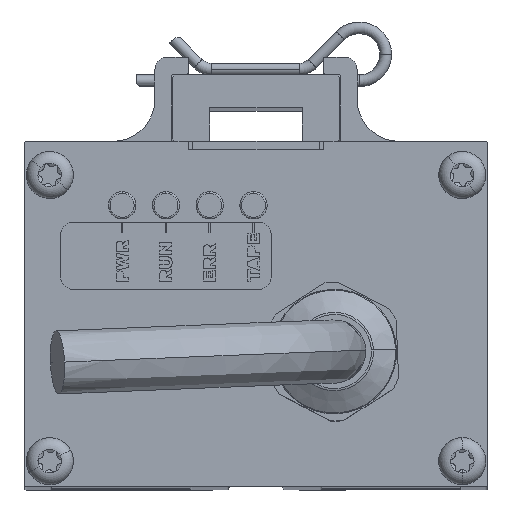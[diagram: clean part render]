
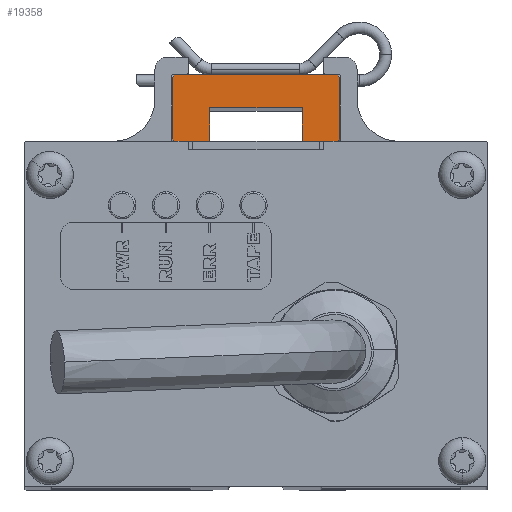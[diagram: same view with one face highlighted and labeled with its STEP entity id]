
A CAD part, top view. The second image highlights one B-rep face of the part: STEP entity #19358.
In plain terms, the highlighted planar face has unit normal (0, 0, 1).
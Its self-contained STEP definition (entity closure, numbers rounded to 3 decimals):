
#190 = AXIS2_PLACEMENT_3D ( 'NONE', #23112, #3169, #26448 ) ;
#1030 = ORIENTED_EDGE ( 'NONE', *, *, #15422, .F. ) ;
#1480 = VERTEX_POINT ( 'NONE', #3244 ) ;
#1673 = VECTOR ( 'NONE', #2806, 1000. ) ;
#2796 = LINE ( 'NONE', #28747, #9555 ) ;
#2806 = DIRECTION ( 'NONE',  ( -1., 0., 0. ) ) ;
#3169 = DIRECTION ( 'NONE',  ( 0., 0., 1. ) ) ;
#3224 = VERTEX_POINT ( 'NONE', #39788 ) ;
#3244 = CARTESIAN_POINT ( 'NONE',  ( 9.95, 21.3, 120.5 ) ) ;
#3671 = VECTOR ( 'NONE', #11432, 1000. ) ;
#3836 = ORIENTED_EDGE ( 'NONE', *, *, #35190, .F. ) ;
#3989 = EDGE_CURVE ( 'NONE', #36805, #42618, #28145, .T. ) ;
#4282 = DIRECTION ( 'NONE',  ( -1., 0., 0. ) ) ;
#4751 = LINE ( 'NONE', #8120, #3671 ) ;
#5266 = VECTOR ( 'NONE', #21710, 1000. ) ;
#5273 = ORIENTED_EDGE ( 'NONE', *, *, #29792, .F. ) ;
#6157 = VECTOR ( 'NONE', #40154, 1000. ) ;
#6240 = LINE ( 'NONE', #29513, #22896 ) ;
#6393 = PLANE ( 'NONE',  #190 ) ;
#6749 = DIRECTION ( 'NONE',  ( 0.707, 0.707, 0. ) ) ;
#6871 = EDGE_CURVE ( 'NONE', #42306, #13646, #15731, .T. ) ;
#7605 = CARTESIAN_POINT ( 'NONE',  ( -9.65, 28.9, 120.5 ) ) ;
#8120 = CARTESIAN_POINT ( 'NONE',  ( -9.95, 21., 120.5 ) ) ;
#8154 = CARTESIAN_POINT ( 'NONE',  ( -27.5, 21., 120.5 ) ) ;
#8384 = ORIENTED_EDGE ( 'NONE', *, *, #24254, .T. ) ;
#8488 = EDGE_CURVE ( 'NONE', #38687, #43019, #21261, .T. ) ;
#8698 = CARTESIAN_POINT ( 'NONE',  ( -9.8, 28.75, 120.5 ) ) ;
#9208 = FACE_OUTER_BOUND ( 'NONE', #28001, .T. ) ;
#9555 = VECTOR ( 'NONE', #38698, 1000. ) ;
#9910 = ORIENTED_EDGE ( 'NONE', *, *, #17763, .F. ) ;
#10265 = ORIENTED_EDGE ( 'NONE', *, *, #6871, .T. ) ;
#11391 = CARTESIAN_POINT ( 'NONE',  ( -7.5, 21., 120.5 ) ) ;
#11432 = DIRECTION ( 'NONE',  ( 1., 0., 0. ) ) ;
#11741 = VERTEX_POINT ( 'NONE', #42311 ) ;
#12386 = VECTOR ( 'NONE', #12410, 1000. ) ;
#12410 = DIRECTION ( 'NONE',  ( -1., 0., 0. ) ) ;
#12481 = CARTESIAN_POINT ( 'NONE',  ( 9.95, 28.6, 120.5 ) ) ;
#12496 = VECTOR ( 'NONE', #37853, 1000. ) ;
#13120 = DIRECTION ( 'NONE',  ( -1., 0., 0. ) ) ;
#13646 = VERTEX_POINT ( 'NONE', #37695 ) ;
#13907 = VECTOR ( 'NONE', #37096, 1000. ) ;
#14545 = CARTESIAN_POINT ( 'NONE',  ( 5.5, 25., 120.5 ) ) ;
#14749 = CARTESIAN_POINT ( 'NONE',  ( -9.95, 21.3, 120.5 ) ) ;
#14767 = ORIENTED_EDGE ( 'NONE', *, *, #31469, .F. ) ;
#14936 = CARTESIAN_POINT ( 'NONE',  ( -5.5, 25., 120.5 ) ) ;
#15422 = EDGE_CURVE ( 'NONE', #42306, #42618, #16043, .T. ) ;
#15731 = LINE ( 'NONE', #36956, #33434 ) ;
#16043 = LINE ( 'NONE', #16829, #6157 ) ;
#16398 = LINE ( 'NONE', #8154, #25229 ) ;
#16829 = CARTESIAN_POINT ( 'NONE',  ( -9.95, 21., 120.5 ) ) ;
#17008 = DIRECTION ( 'NONE',  ( 0.707, -0.707, 0. ) ) ;
#17373 = LINE ( 'NONE', #32234, #42944 ) ;
#17515 = ORIENTED_EDGE ( 'NONE', *, *, #3989, .T. ) ;
#17691 = CARTESIAN_POINT ( 'NONE',  ( -5.5, 21., 120.5 ) ) ;
#17763 = EDGE_CURVE ( 'NONE', #40160, #1480, #22937, .T. ) ;
#18126 = VERTEX_POINT ( 'NONE', #14936 ) ;
#18354 = CARTESIAN_POINT ( 'NONE',  ( 9.95, 21., 120.5 ) ) ;
#18520 = VECTOR ( 'NONE', #13120, 1000. ) ;
#18528 = EDGE_CURVE ( 'NONE', #26688, #38119, #35861, .T. ) ;
#18976 = CARTESIAN_POINT ( 'NONE',  ( 9.95, 21., 120.5 ) ) ;
#19358 = ADVANCED_FACE ( 'NONE', ( #9208 ), #6393, .T. ) ;
#20483 = CARTESIAN_POINT ( 'NONE',  ( -5.5, 21., 120.5 ) ) ;
#21261 = LINE ( 'NONE', #18976, #12386 ) ;
#21362 = LINE ( 'NONE', #14545, #12496 ) ;
#21710 = DIRECTION ( 'NONE',  ( 0., -1., 0. ) ) ;
#22634 = ORIENTED_EDGE ( 'NONE', *, *, #33118, .F. ) ;
#22896 = VECTOR ( 'NONE', #32863, 1000. ) ;
#22937 = LINE ( 'NONE', #18354, #5266 ) ;
#23112 = CARTESIAN_POINT ( 'NONE',  ( -9.95, 28.9, 120.5 ) ) ;
#24239 = ORIENTED_EDGE ( 'NONE', *, *, #24636, .F. ) ;
#24254 = EDGE_CURVE ( 'NONE', #30868, #1480, #27182, .T. ) ;
#24636 = EDGE_CURVE ( 'NONE', #30528, #26688, #33915, .T. ) ;
#24765 = CARTESIAN_POINT ( 'NONE',  ( 5.5, 21., 120.5 ) ) ;
#25229 = VECTOR ( 'NONE', #28055, 1000. ) ;
#25336 = EDGE_CURVE ( 'NONE', #40160, #11741, #6240, .T. ) ;
#26113 = EDGE_CURVE ( 'NONE', #18126, #30528, #39473, .T. ) ;
#26448 = DIRECTION ( 'NONE',  ( 1., 0., 0. ) ) ;
#26688 = VERTEX_POINT ( 'NONE', #11391 ) ;
#26978 = VECTOR ( 'NONE', #4282, 1000. ) ;
#27075 = ORIENTED_EDGE ( 'NONE', *, *, #8488, .F. ) ;
#27086 = ORIENTED_EDGE ( 'NONE', *, *, #26113, .F. ) ;
#27102 = VECTOR ( 'NONE', #28600, 1000. ) ;
#27182 = LINE ( 'NONE', #30018, #36053 ) ;
#27752 = EDGE_CURVE ( 'NONE', #42332, #43019, #4751, .T. ) ;
#28001 = EDGE_LOOP ( 'NONE', ( #5273, #8384, #9910, #40387, #3836, #17515, #1030, #10265, #22634, #42204, #24239, #27086, #14767, #32294, #30197, #27075 ) ) ;
#28055 = DIRECTION ( 'NONE',  ( -1., 0., 0. ) ) ;
#28145 = LINE ( 'NONE', #8698, #27102 ) ;
#28600 = DIRECTION ( 'NONE',  ( -0.707, -0.707, 0. ) ) ;
#28631 = CARTESIAN_POINT ( 'NONE',  ( 7.5, 21., 120.5 ) ) ;
#28747 = CARTESIAN_POINT ( 'NONE',  ( 9.95, 28.9, 120.5 ) ) ;
#29513 = CARTESIAN_POINT ( 'NONE',  ( -0.15, 38.7, 120.5 ) ) ;
#29792 = EDGE_CURVE ( 'NONE', #30868, #38687, #36232, .T. ) ;
#30018 = CARTESIAN_POINT ( 'NONE',  ( 3.8, 15.15, 120.5 ) ) ;
#30197 = ORIENTED_EDGE ( 'NONE', *, *, #27752, .T. ) ;
#30528 = VERTEX_POINT ( 'NONE', #17691 ) ;
#30868 = VERTEX_POINT ( 'NONE', #40856 ) ;
#31469 = EDGE_CURVE ( 'NONE', #3224, #18126, #21362, .T. ) ;
#32234 = CARTESIAN_POINT ( 'NONE',  ( 5.5, 21., 120.5 ) ) ;
#32294 = ORIENTED_EDGE ( 'NONE', *, *, #35212, .F. ) ;
#32863 = DIRECTION ( 'NONE',  ( -0.707, 0.707, 0. ) ) ;
#33051 = CARTESIAN_POINT ( 'NONE',  ( 9.95, 21., 120.5 ) ) ;
#33118 = EDGE_CURVE ( 'NONE', #38119, #13646, #16398, .T. ) ;
#33434 = VECTOR ( 'NONE', #17008, 1000. ) ;
#33512 = CARTESIAN_POINT ( 'NONE',  ( -8., 21., 120.5 ) ) ;
#33915 = LINE ( 'NONE', #42749, #1673 ) ;
#35190 = EDGE_CURVE ( 'NONE', #36805, #11741, #2796, .T. ) ;
#35212 = EDGE_CURVE ( 'NONE', #42332, #3224, #17373, .T. ) ;
#35620 = DIRECTION ( 'NONE',  ( 0., 1., 0. ) ) ;
#35861 = LINE ( 'NONE', #40857, #26978 ) ;
#36053 = VECTOR ( 'NONE', #6749, 1000. ) ;
#36232 = LINE ( 'NONE', #33051, #18520 ) ;
#36366 = CARTESIAN_POINT ( 'NONE',  ( 8., 21., 120.5 ) ) ;
#36805 = VERTEX_POINT ( 'NONE', #7605 ) ;
#36956 = CARTESIAN_POINT ( 'NONE',  ( -13.75, 25.1, 120.5 ) ) ;
#37096 = DIRECTION ( 'NONE',  ( 0., -1., 0. ) ) ;
#37695 = CARTESIAN_POINT ( 'NONE',  ( -9.65, 21., 120.5 ) ) ;
#37853 = DIRECTION ( 'NONE',  ( -1., 0., 0. ) ) ;
#38119 = VERTEX_POINT ( 'NONE', #33512 ) ;
#38687 = VERTEX_POINT ( 'NONE', #36366 ) ;
#38698 = DIRECTION ( 'NONE',  ( 1., 0., 0. ) ) ;
#39473 = LINE ( 'NONE', #20483, #13907 ) ;
#39782 = CARTESIAN_POINT ( 'NONE',  ( -9.95, 28.6, 120.5 ) ) ;
#39788 = CARTESIAN_POINT ( 'NONE',  ( 5.5, 25., 120.5 ) ) ;
#40154 = DIRECTION ( 'NONE',  ( 0., 1., 0. ) ) ;
#40160 = VERTEX_POINT ( 'NONE', #12481 ) ;
#40387 = ORIENTED_EDGE ( 'NONE', *, *, #25336, .T. ) ;
#40856 = CARTESIAN_POINT ( 'NONE',  ( 9.65, 21., 120.5 ) ) ;
#40857 = CARTESIAN_POINT ( 'NONE',  ( -5.5, 21., 120.5 ) ) ;
#42204 = ORIENTED_EDGE ( 'NONE', *, *, #18528, .F. ) ;
#42306 = VERTEX_POINT ( 'NONE', #14749 ) ;
#42311 = CARTESIAN_POINT ( 'NONE',  ( 9.65, 28.9, 120.5 ) ) ;
#42332 = VERTEX_POINT ( 'NONE', #24765 ) ;
#42618 = VERTEX_POINT ( 'NONE', #39782 ) ;
#42749 = CARTESIAN_POINT ( 'NONE',  ( -5.5, 21., 120.5 ) ) ;
#42944 = VECTOR ( 'NONE', #35620, 1000. ) ;
#43019 = VERTEX_POINT ( 'NONE', #28631 ) ;
